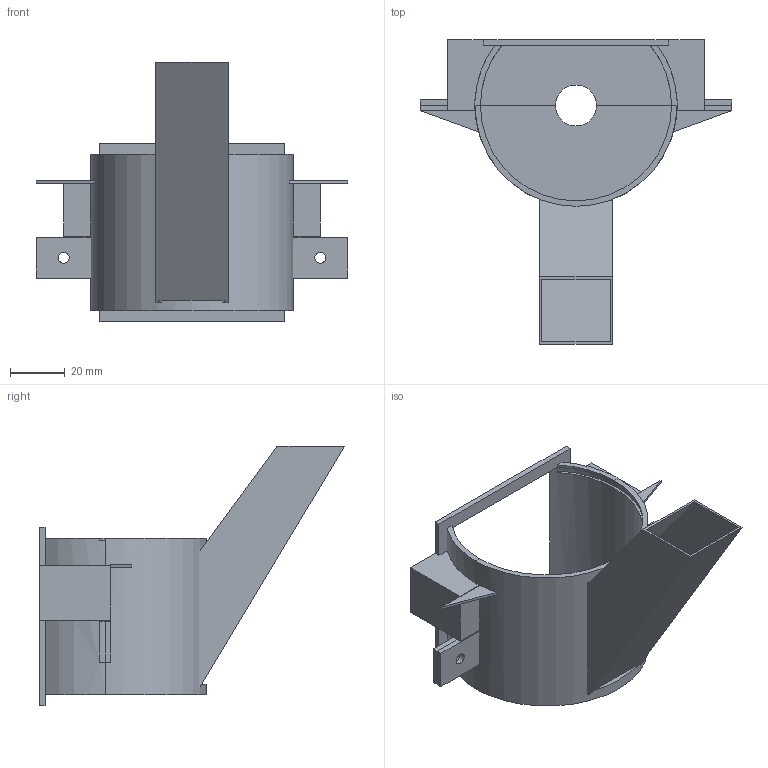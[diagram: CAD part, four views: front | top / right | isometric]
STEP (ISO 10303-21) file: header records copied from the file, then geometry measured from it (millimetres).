
FILE_DESCRIPTION(/* description */ (''),/* implementation_level */ '2;1');
FILE_NAME(/* name */ 'MillWheelCover.step',/* time_stamp */ '2024-06-14T10:49:24+02:00',/* author */ (''),/* organization */ (''),/* preprocessor_version */ 'ST-DEVELOPER v20',/* originating_system */ 'Autodesk Translation Framework v13.14.0.145',/* authorisation */ '');
FILE_SCHEMA (('AUTOMOTIVE_DESIGN { 1 0 10303 214 3 1 1 }'));
Length unit declared in the file: millimetre
Products named in the file (2): Feeder; MillWheelCoverV2
Assembly tree (1 placements, depth 2):
  Feeder
    MillWheelCoverV2
Bounding box: 114 x 111.64 x 95.14 mm (x, y, z)
Volume: 46148.9 mm3; surface area: 48133.6 mm2
Topology: 3 solids, 3 shells, 124 faces, 330 edges, 213 vertices
Faces by surface type: plane 101, cylinder 23
Full cylindrical faces by diameter (mm): 4 x4
Entity records: 3891 total; most frequent: CARTESIAN_POINT 670, ORIENTED_EDGE 660, DIRECTION 650, EDGE_CURVE 330, LINE 264, VECTOR 264, VERTEX_POINT 213, AXIS2_PLACEMENT_3D 193
